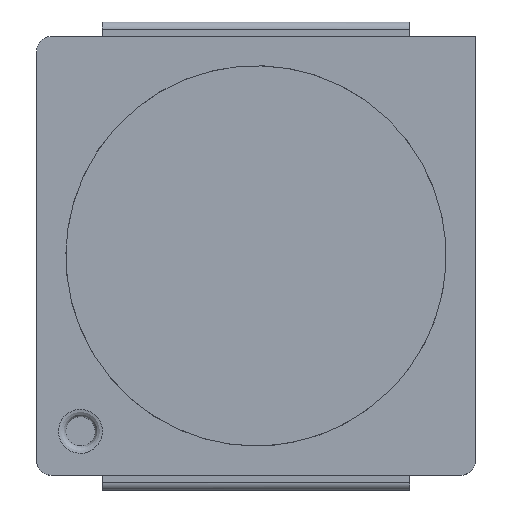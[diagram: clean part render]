
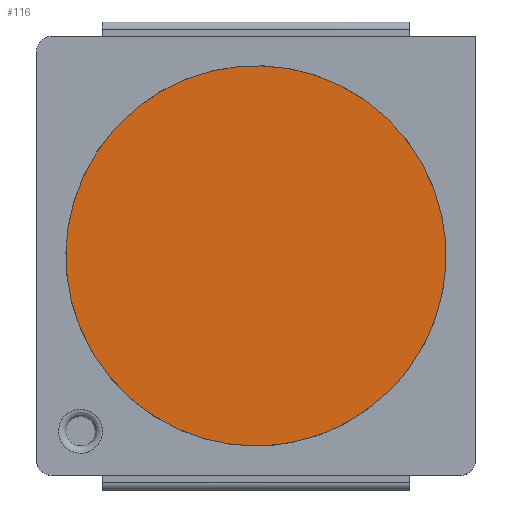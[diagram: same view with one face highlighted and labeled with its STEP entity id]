
A CAD part, top view. The second image highlights one B-rep face of the part: STEP entity #116.
In plain terms, the highlighted planar face has unit normal (0, 0, 1).
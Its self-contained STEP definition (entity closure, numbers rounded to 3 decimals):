
#116=ADVANCED_FACE('',(#175),#981,.T.);
#175=FACE_OUTER_BOUND('',#236,.T.);
#236=EDGE_LOOP('',(#528,#529));
#528=ORIENTED_EDGE('',*,*,#675,.F.);
#529=ORIENTED_EDGE('',*,*,#678,.F.);
#675=EDGE_CURVE('',#922,#923,#794,.T.);
#678=EDGE_CURVE('',#923,#922,#796,.T.);
#794=(
BOUNDED_CURVE()
B_SPLINE_CURVE(2,(#1918,#1919,#1920,#1921,#1922),.UNSPECIFIED.,.F.,.F.)
B_SPLINE_CURVE_WITH_KNOTS((3,2,3),(0.,2.042,4.084),
 .UNSPECIFIED.)
CURVE()
GEOMETRIC_REPRESENTATION_ITEM()
RATIONAL_B_SPLINE_CURVE((1.,0.707,1.,0.707,1.))
REPRESENTATION_ITEM('')
);
#796=(
BOUNDED_CURVE()
B_SPLINE_CURVE(2,(#1930,#1931,#1932,#1933,#1934),.UNSPECIFIED.,.F.,.F.)
B_SPLINE_CURVE_WITH_KNOTS((3,2,3),(0.,2.042,4.084),
 .UNSPECIFIED.)
CURVE()
GEOMETRIC_REPRESENTATION_ITEM()
RATIONAL_B_SPLINE_CURVE((1.,0.707,1.,0.707,1.))
REPRESENTATION_ITEM('')
);
#922=VERTEX_POINT('',#1909);
#923=VERTEX_POINT('',#1910);
#981=PLANE('',#1017);
#1017=AXIS2_PLACEMENT_3D('',#1905,#1036,$);
#1036=DIRECTION('',(0.,0.,1.));
#1905=CARTESIAN_POINT('',(-1.56,-1.56,0.64));
#1909=CARTESIAN_POINT('',(-1.3,0.,0.64));
#1910=CARTESIAN_POINT('',(1.3,0.,0.64));
#1918=CARTESIAN_POINT('',(-1.3,0.,0.64));
#1919=CARTESIAN_POINT('',(-1.3,1.3,0.64));
#1920=CARTESIAN_POINT('',(0.,1.3,0.64));
#1921=CARTESIAN_POINT('',(1.3,1.3,0.64));
#1922=CARTESIAN_POINT('',(1.3,0.,0.64));
#1930=CARTESIAN_POINT('',(1.3,0.,0.64));
#1931=CARTESIAN_POINT('',(1.3,-1.3,0.64));
#1932=CARTESIAN_POINT('',(0.,-1.3,0.64));
#1933=CARTESIAN_POINT('',(-1.3,-1.3,0.64));
#1934=CARTESIAN_POINT('',(-1.3,0.,0.64));
